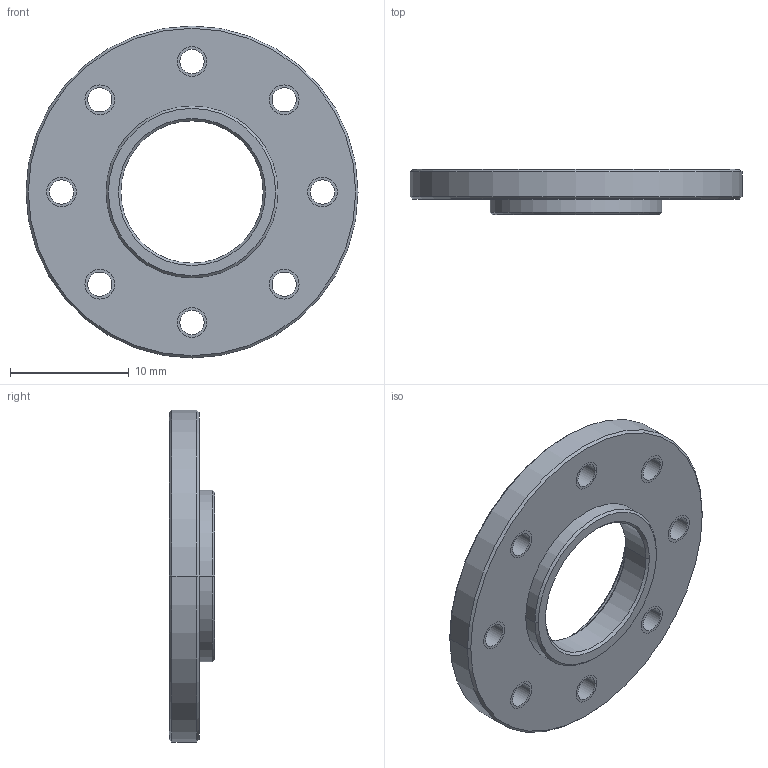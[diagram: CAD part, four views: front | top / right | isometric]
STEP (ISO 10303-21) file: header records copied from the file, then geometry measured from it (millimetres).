
FILE_DESCRIPTION((''),'2;1');
FILE_NAME('HN05_I_01','2011-11-07T',('Andy'),(''),'PRO/ENGINEER BY PARAMETRIC TECHNOLOGY CORPORATION, 2009060','PRO/ENGINEER BY PARAMETRIC TECHNOLOGY CORPORATION, 2009060','');
FILE_SCHEMA(('CONFIG_CONTROL_DESIGN'));
Length unit declared in the file: millimetre
Products named in the file (1): HN05_I_01
Bounding box: 28 x 3.8 x 28 mm (x, y, z)
Volume: 1208.8 mm3; surface area: 1618.1 mm2
Topology: 1 solids, 9 shells, 72 faces, 176 edges, 108 vertices
Faces by surface type: cylinder 40, cone 28, plane 4
Entity records: 2203 total; most frequent: DIRECTION 430, CARTESIAN_POINT 357, ORIENTED_EDGE 320, AXIS2_PLACEMENT_3D 181, EDGE_CURVE 176, VERTEX_POINT 108, CIRCLE 108, EDGE_LOOP 92
